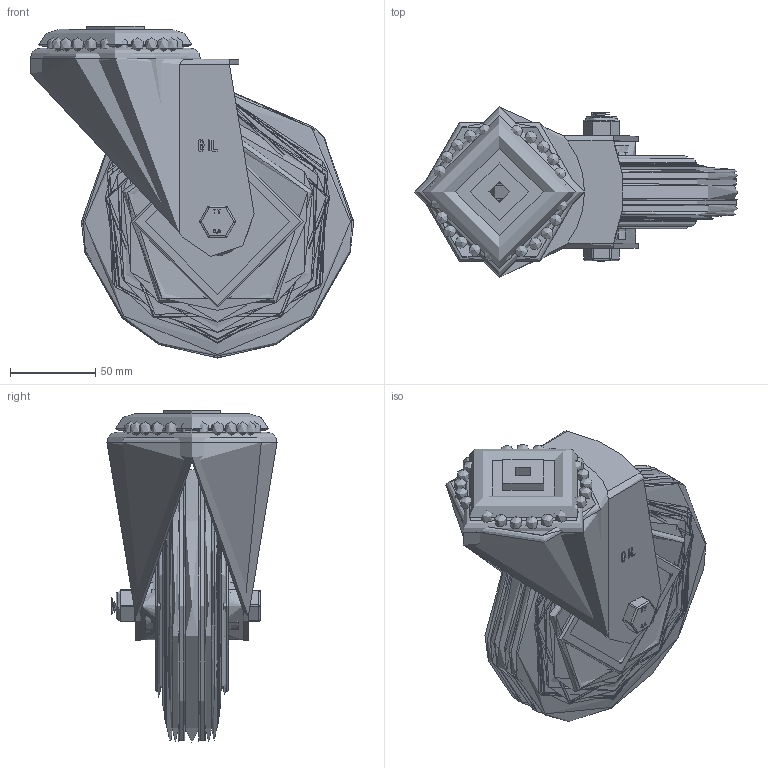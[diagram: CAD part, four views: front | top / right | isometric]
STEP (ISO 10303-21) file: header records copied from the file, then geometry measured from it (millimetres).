
FILE_DESCRIPTION(/* description */ ('','CAx-IF Rec.Pracs.---Representation and Presentation of Product Manufacturing Information (PMI)---4.0---2014-10-13'),/* implementation_level */ '2;1');
FILE_NAME(/* name */ 'BZMM160PSBBH12.step',/* time_stamp */ '2024-12-05T08:56:49Z',/* author */ (''),/* organization */ (''),/* preprocessor_version */ 'ST-DEVELOPER v20',/* originating_system */ 'Autodesk Translation Framework v13.20.0.188',/* authorisation */ '');
FILE_SCHEMA (('AP242_MANAGED_MODEL_BASED_3D_ENGINEERING_MIM_LF { 1 0 10303 442 1 1 4 }'));
Length unit declared in the file: millimetre
Products named in the file (26): BZMM160PSBBH12; BZMM150ASBH12 v1; ZINC PLATED, PRESSED STEEL FORKS; ZINC PLATED, PRESSED STEEL HEAD; ZINC PLATED, PRESSED STEEL HEAD Geometry; BALL BEARINGS; BALL BEARINGS2; Component2; Component1; BZH160WPSRB v1; RUBBER TYRE; POLYPROPYLENE RIM; POLYPROPYLENE RIM Geometry; CAP; ROLLER BEARING; CAGE; Pattern; Component1 (1); TUBEM20X60 v1; ZINC PLATED STEEL TUBE; HEXBOLTM12X80Z8.8 v2; GRADE 8.8 ZINC PLATED BOLT; NYLOCM12Z v1; NYLOC NUT; NUT; RUBBER
Assembly tree (75 placements, depth 6):
  BZMM160PSBBH12
    BZMM150ASBH12 v1
      ZINC PLATED, PRESSED STEEL FORKS
      ZINC PLATED, PRESSED STEEL HEAD
        ZINC PLATED, PRESSED STEEL HEAD Geometry
        BALL BEARINGS
          Component1  x25
          BALL BEARINGS2
            Component2  x20
    BZH160WPSRB v1
      RUBBER TYRE
      POLYPROPYLENE RIM
        POLYPROPYLENE RIM Geometry
        CAP
      ROLLER BEARING
        CAGE
        Pattern
          Component1 (1)  x8
    TUBEM20X60 v1
      ZINC PLATED STEEL TUBE
    HEXBOLTM12X80Z8.8 v2
      GRADE 8.8 ZINC PLATED BOLT
    NYLOCM12Z v1
      NYLOC NUT
        NUT
        RUBBER
Bounding box: 190 x 100 x 195 mm (x, y, z)
Volume: 751428.3 mm3; surface area: 241566.7 mm2
Topology: 63 solids, 63 shells, 724 faces, 1829 edges, 1158 vertices
Faces by surface type: plane 204, bspline 181, cylinder 152, torus 77, sphere 63, cone 47
Full cylindrical faces by diameter (mm): 7.5 x8, 9.836 x18, 11.834 x18, 12 x3, 12.2 x1, 12.5 x3, 14 x2, 18 x1, 18.5 x1, 19.9 x1, 20 x3, 24 x1, 34 x3, 34.9 x1, 35 x1, 39 x2, 40 x2, 58 x1, 63 x1, 85 x2, 94 x3, 100 x1, 101 x2, 158.4 x2
Entity records: 55281 total; most frequent: CARTESIAN_POINT 39408, ORIENTED_EDGE 3350, DIRECTION 2885, EDGE_CURVE 1675, AXIS2_PLACEMENT_3D 1159, VERTEX_POINT 1058, EDGE_LOOP 715, FACE_OUTER_BOUND 660
